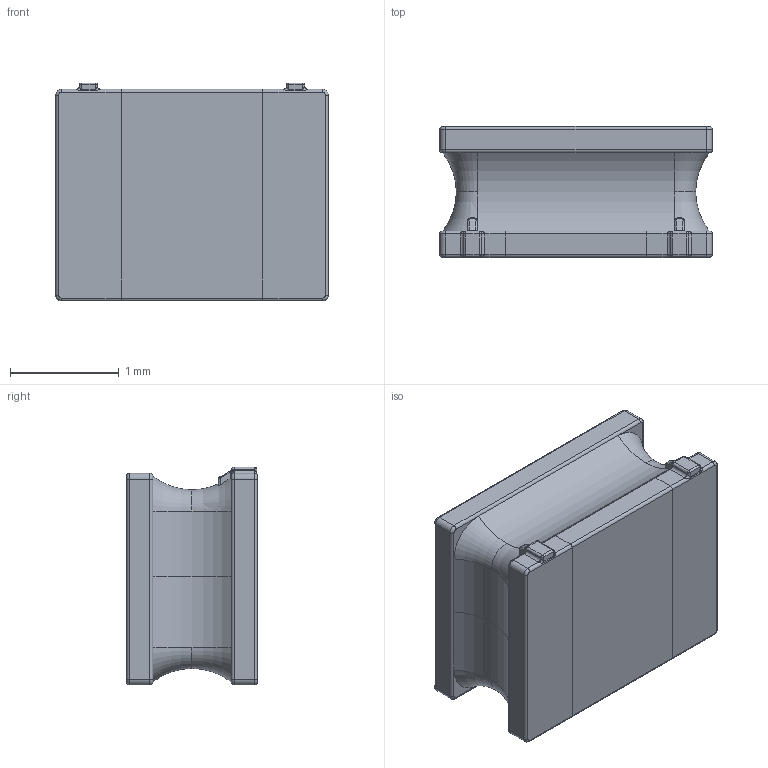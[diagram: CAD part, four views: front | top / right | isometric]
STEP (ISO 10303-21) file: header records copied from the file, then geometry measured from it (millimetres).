
FILE_DESCRIPTION (( 'STEP AP214' ), '1' );
FILE_NAME ('VLS252012HBU-100M.STEP', '2022-03-04T03:01:04', ( '' ), ( '' ), 'SwSTEP 2.0', 'SolidWorks 2017', '' );
FILE_SCHEMA (( 'AUTOMOTIVE_DESIGN' ));
Length unit declared in the file: millimetre
Products named in the file (1): VLS252012HBU-100M
Bounding box: 2.5 x 1.2 x 2 mm (x, y, z)
Volume: 5.1 mm3; surface area: 27.6 mm2
Topology: 34 solids, 34 shells, 438 faces, 901 edges, 556 vertices
Faces by surface type: cylinder 211, plane 163, torus 44, bspline 20
Entity records: 12910 total; most frequent: CARTESIAN_POINT 3137, DIRECTION 2124, ORIENTED_EDGE 1794, EDGE_CURVE 897, AXIS2_PLACEMENT_3D 876, VERTEX_POINT 556, EDGE_LOOP 467, CIRCLE 457
